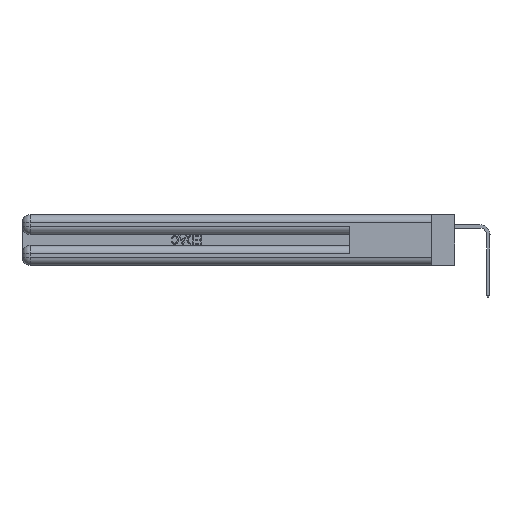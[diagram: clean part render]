
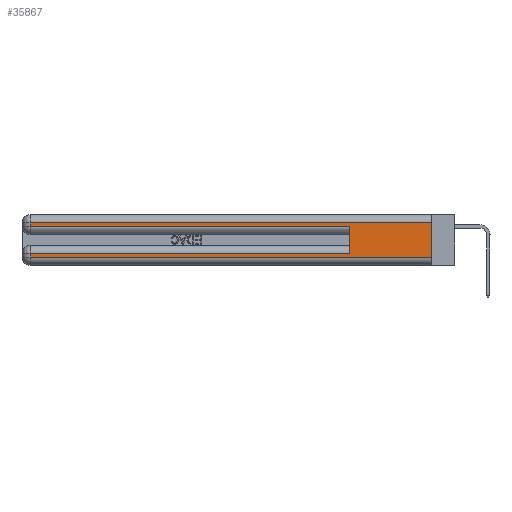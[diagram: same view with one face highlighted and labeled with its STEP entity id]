
A CAD part, left-side view. The second image highlights one B-rep face of the part: STEP entity #35867.
In plain terms, the highlighted planar face has unit normal (-1, 0, 0).
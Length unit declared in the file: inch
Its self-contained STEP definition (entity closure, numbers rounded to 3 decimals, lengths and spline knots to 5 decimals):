
#1809 = ORIENTED_EDGE ( 'NONE', *, *, #26875, .T. ) ;
#1918 = VERTEX_POINT ( 'NONE', #41048 ) ;
#3387 = CARTESIAN_POINT ( 'NONE',  ( 0., 0., 0.06 ) ) ;
#3431 = ORIENTED_EDGE ( 'NONE', *, *, #11773, .T. ) ;
#4970 = DIRECTION ( 'NONE',  ( 0., 0., -1. ) ) ;
#6368 = EDGE_LOOP ( 'NONE', ( #21135, #7978, #3431, #36745, #32177, #25849, #17859, #1809 ) ) ;
#6615 = DIRECTION ( 'NONE',  ( 1., 0., 0. ) ) ;
#7346 = CARTESIAN_POINT ( 'NONE',  ( 0., 2.94, 0.285 ) ) ;
#7825 = VECTOR ( 'NONE', #41278, 39.37008 ) ;
#7978 = ORIENTED_EDGE ( 'NONE', *, *, #28040, .T. ) ;
#8353 = CARTESIAN_POINT ( 'NONE',  ( 0., 0., 0.31 ) ) ;
#8462 = VECTOR ( 'NONE', #25611, 39.37008 ) ;
#8758 = VECTOR ( 'NONE', #4970, 39.37008 ) ;
#9983 = CARTESIAN_POINT ( 'NONE',  ( 0., 0.6, 0.285 ) ) ;
#11538 = CARTESIAN_POINT ( 'NONE',  ( 0., 0.6, 0.145 ) ) ;
#11773 = EDGE_CURVE ( 'NONE', #42671, #36691, #16411, .T. ) ;
#11880 = CARTESIAN_POINT ( 'NONE',  ( 0., 0., 0.31 ) ) ;
#12033 = CARTESIAN_POINT ( 'NONE',  ( 0., 0.6, 0.085 ) ) ;
#13545 = LINE ( 'NONE', #36162, #21018 ) ;
#15245 = DIRECTION ( 'NONE',  ( 0., 0., 1. ) ) ;
#15320 = VECTOR ( 'NONE', #27708, 39.37008 ) ;
#15520 = DIRECTION ( 'NONE',  ( 0., 0., -1. ) ) ;
#16006 = FACE_OUTER_BOUND ( 'NONE', #6368, .T. ) ;
#16411 = LINE ( 'NONE', #34033, #7825 ) ;
#16887 = AXIS2_PLACEMENT_3D ( 'NONE', #46872, #6615, #32274 ) ;
#17503 = LINE ( 'NONE', #30131, #35888 ) ;
#17859 = ORIENTED_EDGE ( 'NONE', *, *, #43205, .T. ) ;
#18533 = LINE ( 'NONE', #23406, #8758 ) ;
#21018 = VECTOR ( 'NONE', #25231, 39.37008 ) ;
#21135 = ORIENTED_EDGE ( 'NONE', *, *, #41894, .F. ) ;
#21940 = CARTESIAN_POINT ( 'NONE',  ( 0., 0., 0.285 ) ) ;
#23406 = CARTESIAN_POINT ( 'NONE',  ( 0., 2.94, 0.37 ) ) ;
#25130 = VERTEX_POINT ( 'NONE', #3387 ) ;
#25231 = DIRECTION ( 'NONE',  ( 0., 1., 0. ) ) ;
#25611 = DIRECTION ( 'NONE',  ( 0., -1., 0. ) ) ;
#25849 = ORIENTED_EDGE ( 'NONE', *, *, #46911, .T. ) ;
#26676 = LINE ( 'NONE', #11880, #45056 ) ;
#26875 = EDGE_CURVE ( 'NONE', #32032, #25130, #44594, .T. ) ;
#27254 = CARTESIAN_POINT ( 'NONE',  ( 0., 2.94, 0.06 ) ) ;
#27708 = DIRECTION ( 'NONE',  ( 0., -1., 0. ) ) ;
#28040 = EDGE_CURVE ( 'NONE', #41334, #42671, #26676, .T. ) ;
#28066 = VERTEX_POINT ( 'NONE', #12033 ) ;
#28606 = PLANE ( 'NONE',  #16887 ) ;
#29187 = VERTEX_POINT ( 'NONE', #9983 ) ;
#30131 = CARTESIAN_POINT ( 'NONE',  ( 0., 0., 0.37 ) ) ;
#30684 = CARTESIAN_POINT ( 'NONE',  ( 0., 2.94, 0.31 ) ) ;
#32032 = VERTEX_POINT ( 'NONE', #27254 ) ;
#32177 = ORIENTED_EDGE ( 'NONE', *, *, #44332, .F. ) ;
#32274 = DIRECTION ( 'NONE',  ( 0., 0., -1. ) ) ;
#33867 = DIRECTION ( 'NONE',  ( 0., 1., 0. ) ) ;
#34033 = CARTESIAN_POINT ( 'NONE',  ( 0., 2.94, 0.37 ) ) ;
#35867 = ADVANCED_FACE ( 'NONE', ( #16006 ), #28606, .F. ) ;
#35888 = VECTOR ( 'NONE', #15520, 39.37008 ) ;
#36162 = CARTESIAN_POINT ( 'NONE',  ( 0., 0., 0.085 ) ) ;
#36669 = EDGE_CURVE ( 'NONE', #36691, #29187, #37756, .T. ) ;
#36691 = VERTEX_POINT ( 'NONE', #7346 ) ;
#36745 = ORIENTED_EDGE ( 'NONE', *, *, #36669, .T. ) ;
#37370 = VECTOR ( 'NONE', #15245, 39.37008 ) ;
#37756 = LINE ( 'NONE', #21940, #8462 ) ;
#38520 = LINE ( 'NONE', #11538, #37370 ) ;
#41048 = CARTESIAN_POINT ( 'NONE',  ( 0., 2.94, 0.085 ) ) ;
#41278 = DIRECTION ( 'NONE',  ( 0., 0., -1. ) ) ;
#41334 = VERTEX_POINT ( 'NONE', #8353 ) ;
#41894 = EDGE_CURVE ( 'NONE', #41334, #25130, #17503, .T. ) ;
#42671 = VERTEX_POINT ( 'NONE', #30684 ) ;
#43205 = EDGE_CURVE ( 'NONE', #1918, #32032, #18533, .T. ) ;
#44332 = EDGE_CURVE ( 'NONE', #28066, #29187, #38520, .T. ) ;
#44594 = LINE ( 'NONE', #45984, #15320 ) ;
#45056 = VECTOR ( 'NONE', #33867, 39.37008 ) ;
#45984 = CARTESIAN_POINT ( 'NONE',  ( 0., 0., 0.06 ) ) ;
#46872 = CARTESIAN_POINT ( 'NONE',  ( 0., 0., 0.37 ) ) ;
#46911 = EDGE_CURVE ( 'NONE', #28066, #1918, #13545, .T. ) ;
